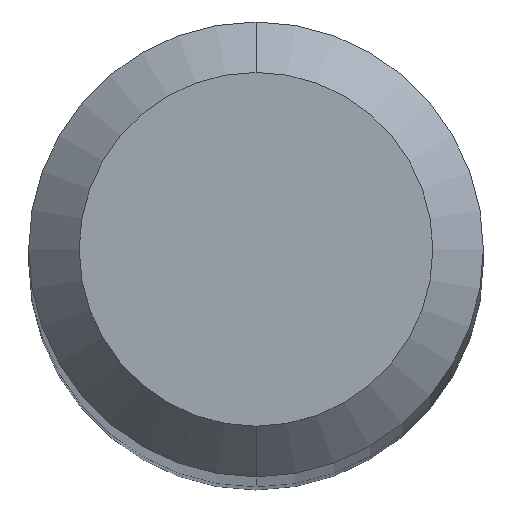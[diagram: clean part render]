
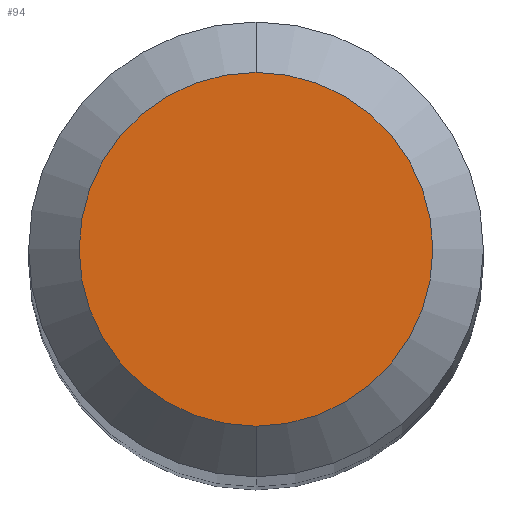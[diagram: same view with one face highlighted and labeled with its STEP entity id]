
A CAD part, top view. The second image highlights one B-rep face of the part: STEP entity #94.
In plain terms, the highlighted planar face has unit normal (0, 0, 1).
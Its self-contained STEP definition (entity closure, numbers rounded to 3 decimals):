
#9 = DIRECTION ( 'NONE',  ( 0., 1., 0. ) ) ;
#13 = DIRECTION ( 'NONE',  ( 0., 0., -1. ) ) ;
#24 = CARTESIAN_POINT ( 'NONE',  ( 0., 0., 46. ) ) ;
#36 = CARTESIAN_POINT ( 'NONE',  ( 0., 0., 46. ) ) ;
#41 = CIRCLE ( 'NONE', #64, 1.05 ) ;
#53 = CARTESIAN_POINT ( 'NONE',  ( 0., 1.05, 46. ) ) ;
#64 = AXIS2_PLACEMENT_3D ( 'NONE', #186, #210, #314 ) ;
#83 = ORIENTED_EDGE ( 'NONE', *, *, #250, .F. ) ;
#94 = ADVANCED_FACE ( 'NONE', ( #242 ), #295, .F. ) ;
#113 = AXIS2_PLACEMENT_3D ( 'NONE', #24, #321, #9 ) ;
#116 = DIRECTION ( 'NONE',  ( 0., 1., 0. ) ) ;
#123 = CIRCLE ( 'NONE', #113, 1.05 ) ;
#162 = EDGE_LOOP ( 'NONE', ( #244, #83 ) ) ;
#186 = CARTESIAN_POINT ( 'NONE',  ( 0., 0., 46. ) ) ;
#210 = DIRECTION ( 'NONE',  ( 0., 0., -1. ) ) ;
#215 = CARTESIAN_POINT ( 'NONE',  ( 0., -1.05, 46. ) ) ;
#242 = FACE_OUTER_BOUND ( 'NONE', #162, .T. ) ;
#244 = ORIENTED_EDGE ( 'NONE', *, *, #289, .F. ) ;
#250 = EDGE_CURVE ( 'NONE', #267, #292, #123, .T. ) ;
#267 = VERTEX_POINT ( 'NONE', #215 ) ;
#289 = EDGE_CURVE ( 'NONE', #292, #267, #41, .T. ) ;
#292 = VERTEX_POINT ( 'NONE', #53 ) ;
#295 = PLANE ( 'NONE',  #311 ) ;
#311 = AXIS2_PLACEMENT_3D ( 'NONE', #36, #13, #116 ) ;
#314 = DIRECTION ( 'NONE',  ( 0., 1., 0. ) ) ;
#321 = DIRECTION ( 'NONE',  ( 0., 0., -1. ) ) ;
